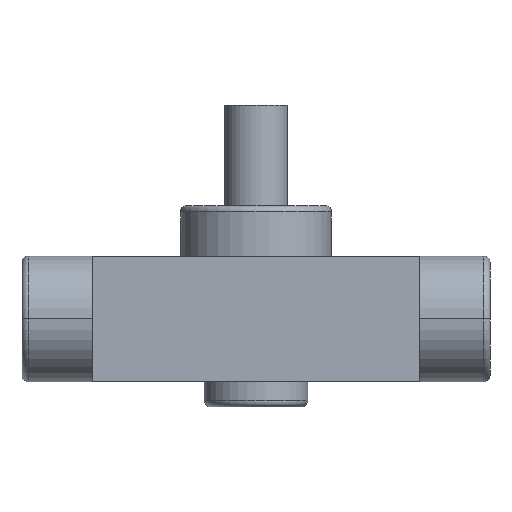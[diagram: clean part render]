
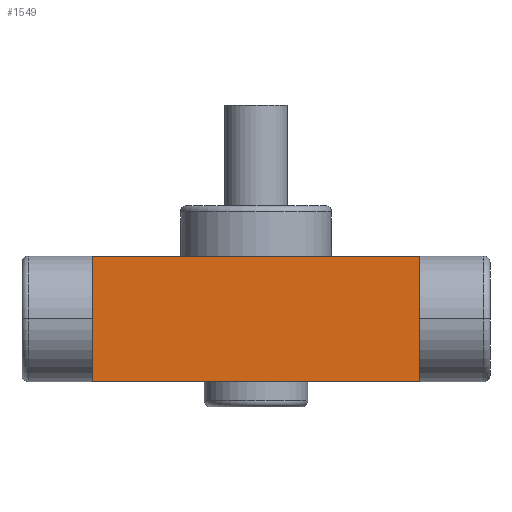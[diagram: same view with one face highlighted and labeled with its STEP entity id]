
A CAD part, front view. The second image highlights one B-rep face of the part: STEP entity #1549.
In plain terms, the highlighted planar face has unit normal (0, -1, 0).
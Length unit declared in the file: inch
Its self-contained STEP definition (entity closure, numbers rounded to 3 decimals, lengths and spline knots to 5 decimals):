
#3 = CARTESIAN_POINT ( 'NONE',  ( -1.625, -1.675, 1.25 ) ) ;
#14 = EDGE_CURVE ( 'NONE', #1490, #1530, #496, .T. ) ;
#28 = LINE ( 'NONE', #539, #1105 ) ;
#46 = DIRECTION ( 'NONE',  ( 1., 0., 0. ) ) ;
#169 = VERTEX_POINT ( 'NONE', #546 ) ;
#237 = DIRECTION ( 'NONE',  ( 0., 0., -1. ) ) ;
#271 = VECTOR ( 'NONE', #483, 39.37008 ) ;
#308 = VECTOR ( 'NONE', #1080, 39.37008 ) ;
#319 = EDGE_CURVE ( 'NONE', #1586, #169, #576, .T. ) ;
#366 = CARTESIAN_POINT ( 'NONE',  ( -1.625, -1.675, 1.25 ) ) ;
#483 = DIRECTION ( 'NONE',  ( 1., 0., 0. ) ) ;
#496 = LINE ( 'NONE', #366, #832 ) ;
#539 = CARTESIAN_POINT ( 'NONE',  ( -1.625, -1.675, 0. ) ) ;
#546 = CARTESIAN_POINT ( 'NONE',  ( 1.625, -1.675, 0. ) ) ;
#576 = LINE ( 'NONE', #718, #308 ) ;
#619 = CARTESIAN_POINT ( 'NONE',  ( -1.625, -1.675, 1.25 ) ) ;
#712 = EDGE_CURVE ( 'NONE', #1490, #1586, #846, .T. ) ;
#718 = CARTESIAN_POINT ( 'NONE',  ( 1.625, -1.675, 1.25 ) ) ;
#727 = ORIENTED_EDGE ( 'NONE', *, *, #965, .T. ) ;
#800 = PLANE ( 'NONE',  #1345 ) ;
#832 = VECTOR ( 'NONE', #237, 39.37008 ) ;
#846 = LINE ( 'NONE', #3, #271 ) ;
#904 = CARTESIAN_POINT ( 'NONE',  ( -1.625, -1.675, 1.25 ) ) ;
#931 = DIRECTION ( 'NONE',  ( 0., 1., 0. ) ) ;
#965 = EDGE_CURVE ( 'NONE', #1530, #169, #28, .T. ) ;
#1026 = DIRECTION ( 'NONE',  ( 0., 0., 1. ) ) ;
#1045 = CARTESIAN_POINT ( 'NONE',  ( 1.625, -1.675, 1.25 ) ) ;
#1080 = DIRECTION ( 'NONE',  ( 0., 0., -1. ) ) ;
#1105 = VECTOR ( 'NONE', #46, 39.37008 ) ;
#1150 = ORIENTED_EDGE ( 'NONE', *, *, #14, .T. ) ;
#1258 = ORIENTED_EDGE ( 'NONE', *, *, #319, .F. ) ;
#1268 = FACE_OUTER_BOUND ( 'NONE', #1476, .T. ) ;
#1345 = AXIS2_PLACEMENT_3D ( 'NONE', #904, #931, #1026 ) ;
#1403 = ORIENTED_EDGE ( 'NONE', *, *, #712, .F. ) ;
#1476 = EDGE_LOOP ( 'NONE', ( #727, #1258, #1403, #1150 ) ) ;
#1490 = VERTEX_POINT ( 'NONE', #619 ) ;
#1530 = VERTEX_POINT ( 'NONE', #1544 ) ;
#1544 = CARTESIAN_POINT ( 'NONE',  ( -1.625, -1.675, 0. ) ) ;
#1549 = ADVANCED_FACE ( 'NONE', ( #1268 ), #800, .F. ) ;
#1586 = VERTEX_POINT ( 'NONE', #1045 ) ;
